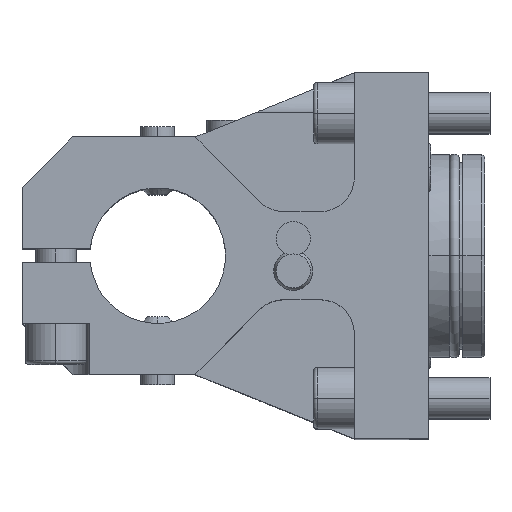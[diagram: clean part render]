
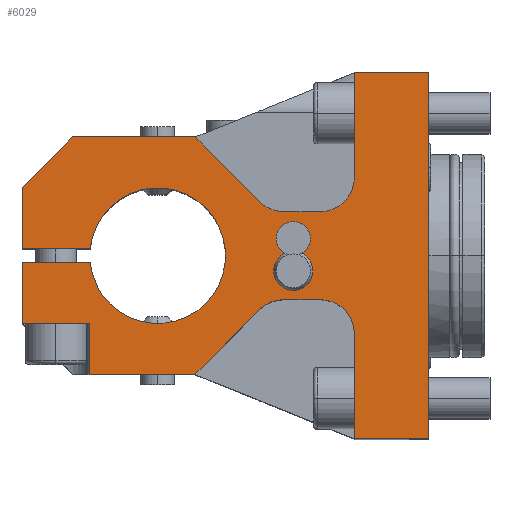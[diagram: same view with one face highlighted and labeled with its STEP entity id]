
A CAD part, top view. The second image highlights one B-rep face of the part: STEP entity #6029.
In plain terms, the highlighted planar face has unit normal (0, 0, 1).
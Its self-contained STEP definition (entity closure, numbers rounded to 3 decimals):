
#885=DIRECTION('',(0.707,-0.707,0.));
#886=VECTOR('',#885,26.971);
#887=CARTESIAN_POINT('',(-69.,35.,65.));
#888=LINE('',#887,#886);
#889=CARTESIAN_POINT('',(-42.858,23.,65.));
#890=DIRECTION('',(0.,0.,1.));
#891=DIRECTION('',(-0.707,-0.707,0.));
#892=AXIS2_PLACEMENT_3D('',#889,#890,#891);
#894=DIRECTION('',(1.,0.,0.));
#895=VECTOR('',#894,10.858);
#896=CARTESIAN_POINT('',(-42.858,13.,65.));
#897=LINE('',#896,#895);
#898=CARTESIAN_POINT('',(-32.,23.,65.));
#899=DIRECTION('',(0.,0.,1.));
#900=DIRECTION('',(0.,-1.,0.));
#901=AXIS2_PLACEMENT_3D('',#898,#899,#900);
#903=DIRECTION('',(0.,-1.,0.));
#904=VECTOR('',#903,31.);
#905=CARTESIAN_POINT('',(-22.,54.,65.));
#906=LINE('',#905,#904);
#907=DIRECTION('',(-1.,0.,0.));
#908=VECTOR('',#907,22.);
#909=CARTESIAN_POINT('',(0.,54.,65.));
#910=LINE('',#909,#908);
#911=DIRECTION('',(0.,1.,0.));
#912=VECTOR('',#911,108.);
#913=CARTESIAN_POINT('',(0.,-54.,65.));
#914=LINE('',#913,#912);
#915=DIRECTION('',(1.,0.,0.));
#916=VECTOR('',#915,22.);
#917=CARTESIAN_POINT('',(-22.,-54.,65.));
#918=LINE('',#917,#916);
#919=DIRECTION('',(0.,1.,0.));
#920=VECTOR('',#919,31.);
#921=CARTESIAN_POINT('',(-22.,-54.,65.));
#922=LINE('',#921,#920);
#923=CARTESIAN_POINT('',(-32.,-23.,65.));
#924=DIRECTION('',(0.,0.,1.));
#925=DIRECTION('',(1.,0.,0.));
#926=AXIS2_PLACEMENT_3D('',#923,#924,#925);
#928=DIRECTION('',(-1.,0.,0.));
#929=VECTOR('',#928,10.858);
#930=CARTESIAN_POINT('',(-32.,-13.,65.));
#931=LINE('',#930,#929);
#932=CARTESIAN_POINT('',(-42.858,-23.,65.));
#933=DIRECTION('',(0.,0.,1.));
#934=DIRECTION('',(0.,1.,0.));
#935=AXIS2_PLACEMENT_3D('',#932,#933,#934);
#937=DIRECTION('',(-0.707,-0.707,0.));
#938=VECTOR('',#937,26.971);
#939=CARTESIAN_POINT('',(-49.929,-15.929,65.));
#940=LINE('',#939,#938);
#941=DIRECTION('',(1.,0.,0.));
#942=VECTOR('',#941,31.);
#943=CARTESIAN_POINT('',(-100.,-35.,65.));
#944=LINE('',#943,#942);
#945=DIRECTION('',(0.,1.,0.));
#946=VECTOR('',#945,15.);
#947=CARTESIAN_POINT('',(-100.,-35.,65.));
#948=LINE('',#947,#946);
#949=DIRECTION('',(1.,0.,0.));
#950=VECTOR('',#949,20.);
#951=CARTESIAN_POINT('',(-120.,-20.,65.));
#952=LINE('',#951,#950);
#953=DIRECTION('',(0.,-1.,0.));
#954=VECTOR('',#953,18.);
#955=CARTESIAN_POINT('',(-120.,-2.,65.));
#956=LINE('',#955,#954);
#957=DIRECTION('',(1.,0.,0.));
#958=VECTOR('',#957,20.1);
#959=CARTESIAN_POINT('',(-120.,-2.,65.));
#960=LINE('',#959,#958);
#961=CARTESIAN_POINT('',(-80.,0.,65.));
#962=DIRECTION('',(0.,0.,1.));
#963=DIRECTION('',(-0.995,-0.1,0.));
#964=AXIS2_PLACEMENT_3D('',#961,#962,#963);
#966=DIRECTION('',(1.,0.,0.));
#967=VECTOR('',#966,20.1);
#968=CARTESIAN_POINT('',(-120.,2.,65.));
#969=LINE('',#968,#967);
#970=DIRECTION('',(0.,-1.,0.));
#971=VECTOR('',#970,18.);
#972=CARTESIAN_POINT('',(-120.,20.,65.));
#973=LINE('',#972,#971);
#974=DIRECTION('',(-0.707,-0.707,0.));
#975=VECTOR('',#974,21.213);
#976=CARTESIAN_POINT('',(-105.,35.,65.));
#977=LINE('',#976,#975);
#978=DIRECTION('',(-1.,0.,0.));
#979=VECTOR('',#978,36.);
#980=CARTESIAN_POINT('',(-69.,35.,65.));
#981=LINE('',#980,#979);
#982=CARTESIAN_POINT('',(-40.,-4.5,65.));
#983=DIRECTION('',(0.,0.,1.));
#984=DIRECTION('',(0.,1.,0.));
#985=AXIS2_PLACEMENT_3D('',#982,#983,#984);
#987=CARTESIAN_POINT('',(-40.,-4.5,65.));
#988=DIRECTION('',(0.,0.,1.));
#989=DIRECTION('',(0.,-1.,0.));
#990=AXIS2_PLACEMENT_3D('',#987,#988,#989);
#992=CARTESIAN_POINT('',(-40.,5.,65.));
#993=DIRECTION('',(0.,0.,-1.));
#994=DIRECTION('',(0.,1.,0.));
#995=AXIS2_PLACEMENT_3D('',#992,#993,#994);
#997=CARTESIAN_POINT('',(-40.,5.,65.));
#998=DIRECTION('',(0.,0.,-1.));
#999=DIRECTION('',(0.,-1.,0.));
#1000=AXIS2_PLACEMENT_3D('',#997,#998,#999);
#4039=CARTESIAN_POINT('',(0.,-54.,65.));
#4040=CARTESIAN_POINT('',(0.,54.,65.));
#4041=VERTEX_POINT('',#4039);
#4042=VERTEX_POINT('',#4040);
#4043=CARTESIAN_POINT('',(-105.,35.,65.));
#4044=CARTESIAN_POINT('',(-120.,20.,65.));
#4045=VERTEX_POINT('',#4043);
#4046=VERTEX_POINT('',#4044);
#4047=CARTESIAN_POINT('',(-120.,-2.,65.));
#4048=CARTESIAN_POINT('',(-99.9,-2.,65.));
#4049=VERTEX_POINT('',#4047);
#4050=VERTEX_POINT('',#4048);
#4051=CARTESIAN_POINT('',(-99.9,2.,65.));
#4052=VERTEX_POINT('',#4051);
#4053=CARTESIAN_POINT('',(-120.,2.,65.));
#4054=VERTEX_POINT('',#4053);
#4083=CARTESIAN_POINT('',(-100.,-35.,65.));
#4084=CARTESIAN_POINT('',(-100.,-20.,65.));
#4085=VERTEX_POINT('',#4083);
#4086=VERTEX_POINT('',#4084);
#4110=CARTESIAN_POINT('',(-120.,-20.,65.));
#4111=VERTEX_POINT('',#4110);
#4122=CARTESIAN_POINT('',(-69.,35.,65.));
#4123=CARTESIAN_POINT('',(-49.929,15.929,65.));
#4124=VERTEX_POINT('',#4122);
#4125=VERTEX_POINT('',#4123);
#4126=CARTESIAN_POINT('',(-22.,-54.,65.));
#4127=CARTESIAN_POINT('',(-22.,-23.,65.));
#4128=VERTEX_POINT('',#4126);
#4129=VERTEX_POINT('',#4127);
#4130=CARTESIAN_POINT('',(-32.,-13.,65.));
#4131=CARTESIAN_POINT('',(-42.858,-13.,65.));
#4132=VERTEX_POINT('',#4130);
#4133=VERTEX_POINT('',#4131);
#4134=CARTESIAN_POINT('',(-49.929,-15.929,65.));
#4135=CARTESIAN_POINT('',(-69.,-35.,65.));
#4136=VERTEX_POINT('',#4134);
#4137=VERTEX_POINT('',#4135);
#4156=CARTESIAN_POINT('',(-42.858,13.,65.));
#4157=VERTEX_POINT('',#4156);
#4158=CARTESIAN_POINT('',(-32.,13.,65.));
#4159=CARTESIAN_POINT('',(-22.,23.,65.));
#4160=VERTEX_POINT('',#4158);
#4161=VERTEX_POINT('',#4159);
#4212=CARTESIAN_POINT('',(-22.,54.,65.));
#4213=VERTEX_POINT('',#4212);
#4698=CARTESIAN_POINT('',(-40.,1.254,65.));
#4699=CARTESIAN_POINT('',(-40.,-10.254,65.));
#4700=VERTEX_POINT('',#4698);
#4701=VERTEX_POINT('',#4699);
#4714=CARTESIAN_POINT('',(-40.,7.5,65.));
#4715=CARTESIAN_POINT('',(-40.,2.5,65.));
#4716=VERTEX_POINT('',#4714);
#4717=VERTEX_POINT('',#4715);
#5969=CARTESIAN_POINT('',(0.,0.,65.));
#5970=DIRECTION('',(0.,0.,1.));
#5971=DIRECTION('',(0.,1.,0.));
#5972=AXIS2_PLACEMENT_3D('',#5969,#5970,#5971);
#5973=PLANE('',#5972);
#5975=ORIENTED_EDGE('',*,*,#5974,.T.);
#5977=ORIENTED_EDGE('',*,*,#5976,.T.);
#5979=ORIENTED_EDGE('',*,*,#5978,.T.);
#5981=ORIENTED_EDGE('',*,*,#5980,.T.);
#5983=ORIENTED_EDGE('',*,*,#5982,.F.);
#5984=ORIENTED_EDGE('',*,*,#5436,.F.);
#5985=ORIENTED_EDGE('',*,*,#5517,.F.);
#5986=ORIENTED_EDGE('',*,*,#5674,.F.);
#5987=ORIENTED_EDGE('',*,*,#5953,.T.);
#5989=ORIENTED_EDGE('',*,*,#5988,.T.);
#5991=ORIENTED_EDGE('',*,*,#5990,.T.);
#5993=ORIENTED_EDGE('',*,*,#5992,.T.);
#5995=ORIENTED_EDGE('',*,*,#5994,.T.);
#5996=ORIENTED_EDGE('',*,*,#5154,.F.);
#5998=ORIENTED_EDGE('',*,*,#5997,.T.);
#6000=ORIENTED_EDGE('',*,*,#5999,.F.);
#6002=ORIENTED_EDGE('',*,*,#6001,.F.);
#6004=ORIENTED_EDGE('',*,*,#6003,.T.);
#6006=ORIENTED_EDGE('',*,*,#6005,.T.);
#6008=ORIENTED_EDGE('',*,*,#6007,.F.);
#6010=ORIENTED_EDGE('',*,*,#6009,.F.);
#6012=ORIENTED_EDGE('',*,*,#6011,.F.);
#6014=ORIENTED_EDGE('',*,*,#6013,.F.);
#6015=EDGE_LOOP('',(#5975,#5977,#5979,#5981,#5983,#5984,#5985,#5986,#5987,#5989,
#5991,#5993,#5995,#5996,#5998,#6000,#6002,#6004,#6006,#6008,#6010,#6012,#6014));
#6016=FACE_OUTER_BOUND('',#6015,.F.);
#6018=ORIENTED_EDGE('',*,*,#6017,.T.);
#6020=ORIENTED_EDGE('',*,*,#6019,.T.);
#6021=EDGE_LOOP('',(#6018,#6020));
#6022=FACE_BOUND('',#6021,.F.);
#6024=ORIENTED_EDGE('',*,*,#6023,.F.);
#6026=ORIENTED_EDGE('',*,*,#6025,.F.);
#6027=EDGE_LOOP('',(#6024,#6026));
#6028=FACE_BOUND('',#6027,.F.);
#6029=ADVANCED_FACE('',(#6016,#6022,#6028),#5973,.T.);
#893=CIRCLE('',#892,10.);
#902=CIRCLE('',#901,10.);
#927=CIRCLE('',#926,10.);
#936=CIRCLE('',#935,10.);
#965=CIRCLE('',#964,20.);
#986=CIRCLE('',#985,5.754);
#991=CIRCLE('',#990,5.754);
#996=CIRCLE('',#995,2.5);
#1001=CIRCLE('',#1000,2.5);
#5154=EDGE_CURVE('',#4085,#4137,#944,.T.);
#5436=EDGE_CURVE('',#4042,#4213,#910,.T.);
#5517=EDGE_CURVE('',#4041,#4042,#914,.T.);
#5674=EDGE_CURVE('',#4128,#4041,#918,.T.);
#5953=EDGE_CURVE('',#4128,#4129,#922,.T.);
#5974=EDGE_CURVE('',#4124,#4125,#888,.T.);
#5976=EDGE_CURVE('',#4125,#4157,#893,.T.);
#5978=EDGE_CURVE('',#4157,#4160,#897,.T.);
#5980=EDGE_CURVE('',#4160,#4161,#902,.T.);
#5982=EDGE_CURVE('',#4213,#4161,#906,.T.);
#5988=EDGE_CURVE('',#4129,#4132,#927,.T.);
#5990=EDGE_CURVE('',#4132,#4133,#931,.T.);
#5992=EDGE_CURVE('',#4133,#4136,#936,.T.);
#5994=EDGE_CURVE('',#4136,#4137,#940,.T.);
#5997=EDGE_CURVE('',#4085,#4086,#948,.T.);
#5999=EDGE_CURVE('',#4111,#4086,#952,.T.);
#6001=EDGE_CURVE('',#4049,#4111,#956,.T.);
#6003=EDGE_CURVE('',#4049,#4050,#960,.T.);
#6005=EDGE_CURVE('',#4050,#4052,#965,.T.);
#6007=EDGE_CURVE('',#4054,#4052,#969,.T.);
#6009=EDGE_CURVE('',#4046,#4054,#973,.T.);
#6011=EDGE_CURVE('',#4045,#4046,#977,.T.);
#6013=EDGE_CURVE('',#4124,#4045,#981,.T.);
#6017=EDGE_CURVE('',#4700,#4701,#986,.T.);
#6019=EDGE_CURVE('',#4701,#4700,#991,.T.);
#6023=EDGE_CURVE('',#4716,#4717,#996,.T.);
#6025=EDGE_CURVE('',#4717,#4716,#1001,.T.);
